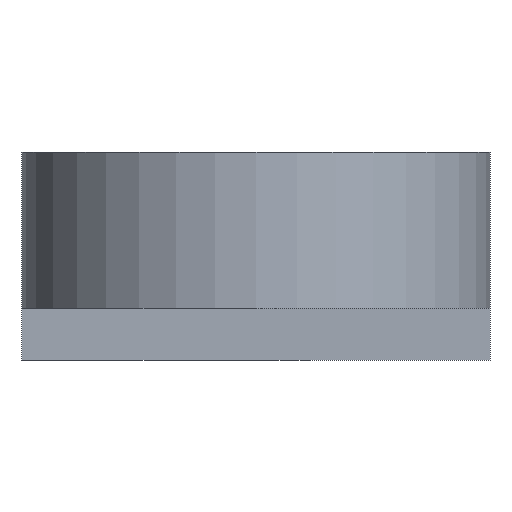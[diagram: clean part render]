
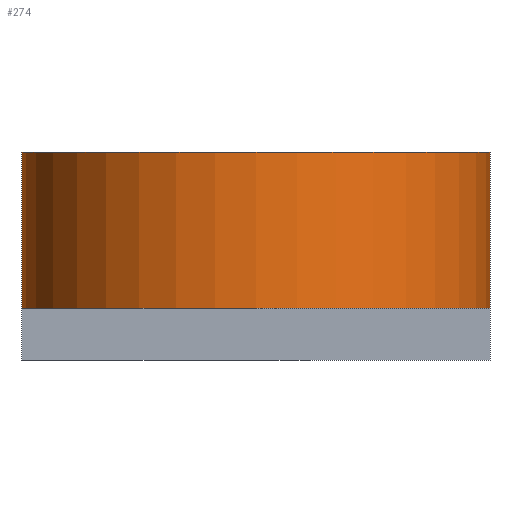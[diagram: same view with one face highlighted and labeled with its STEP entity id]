
A CAD part, front view. The second image highlights one B-rep face of the part: STEP entity #274.
In plain terms, the highlighted cylindrical face has radius 9 mm (diameter 18 mm), a full revolution.
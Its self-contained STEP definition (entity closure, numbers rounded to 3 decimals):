
#23=CYLINDRICAL_SURFACE('',#314,9.);
#48=LINE('',#468,#73);
#73=VECTOR('',#393,9.);
#88=FACE_OUTER_BOUND('',#107,.T.);
#107=EDGE_LOOP('',(#245,#246,#247,#248,#249));
#108=CIRCLE('',#290,9.);
#110=CIRCLE('',#293,9.);
#114=CIRCLE('',#300,9.);
#119=VERTEX_POINT('',#396);
#121=VERTEX_POINT('',#400);
#123=VERTEX_POINT('',#404);
#142=EDGE_CURVE('',#119,#119,#108,.T.);
#146=EDGE_CURVE('',#121,#123,#110,.T.);
#155=EDGE_CURVE('',#123,#121,#114,.T.);
#177=EDGE_CURVE('',#119,#121,#48,.T.);
#245=ORIENTED_EDGE('',*,*,#142,.F.);
#246=ORIENTED_EDGE('',*,*,#177,.T.);
#247=ORIENTED_EDGE('',*,*,#146,.T.);
#248=ORIENTED_EDGE('',*,*,#155,.T.);
#249=ORIENTED_EDGE('',*,*,#177,.F.);
#274=ADVANCED_FACE('',(#88),#23,.T.);
#290=AXIS2_PLACEMENT_3D('',#397,#319,#320);
#293=AXIS2_PLACEMENT_3D('',#406,#327,#328);
#300=AXIS2_PLACEMENT_3D('',#424,#346,#347);
#314=AXIS2_PLACEMENT_3D('',#467,#391,#392);
#319=DIRECTION('center_axis',(0.,0.,1.));
#320=DIRECTION('ref_axis',(-1.,0.,0.));
#327=DIRECTION('center_axis',(0.,0.,1.));
#328=DIRECTION('ref_axis',(-1.,0.,0.));
#346=DIRECTION('center_axis',(0.,0.,1.));
#347=DIRECTION('ref_axis',(-1.,0.,0.));
#391=DIRECTION('center_axis',(0.,0.,1.));
#392=DIRECTION('ref_axis',(-1.,0.,0.));
#393=DIRECTION('',(0.,0.,-1.));
#396=CARTESIAN_POINT('',(9.,0.,8.));
#397=CARTESIAN_POINT('Origin',(0.,0.,8.));
#400=CARTESIAN_POINT('',(9.,0.,1.));
#404=CARTESIAN_POINT('',(-9.,0.,1.));
#406=CARTESIAN_POINT('Origin',(0.,0.,1.));
#424=CARTESIAN_POINT('Origin',(0.,0.,1.));
#467=CARTESIAN_POINT('Origin',(0.,0.,2.));
#468=CARTESIAN_POINT('',(9.,0.,2.));
